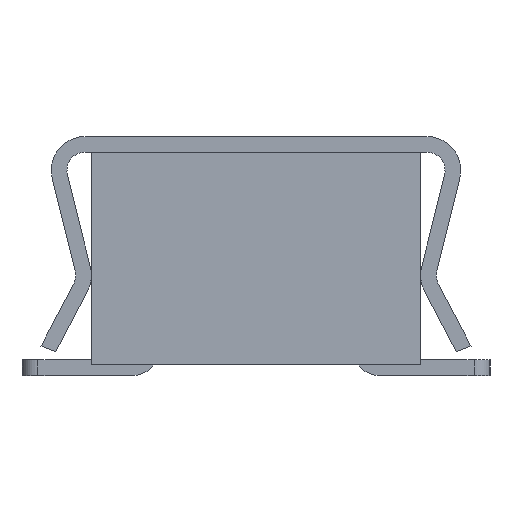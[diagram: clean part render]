
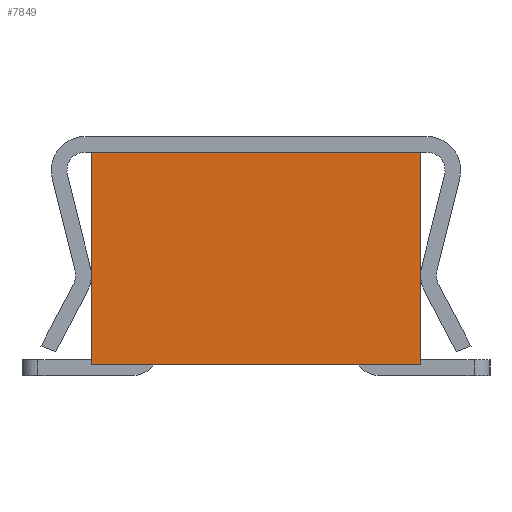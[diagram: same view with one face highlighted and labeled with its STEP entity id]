
A CAD part, left-side view. The second image highlights one B-rep face of the part: STEP entity #7849.
In plain terms, the highlighted planar face has unit normal (-1, 0, 0).
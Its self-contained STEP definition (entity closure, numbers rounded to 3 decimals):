
#790=ORIENTED_EDGE('',*,*,#2668,.T.);
#791=ORIENTED_EDGE('',*,*,#2822,.T.);
#792=ORIENTED_EDGE('',*,*,#2875,.T.);
#793=ORIENTED_EDGE('',*,*,#2955,.T.);
#2668=EDGE_CURVE('',#3823,#3822,#4554,.T.);
#2822=EDGE_CURVE('',#3822,#3976,#4708,.T.);
#2875=EDGE_CURVE('',#3976,#4028,#4761,.T.);
#2955=EDGE_CURVE('',#4028,#3823,#4841,.T.);
#3822=VERTEX_POINT('',#11060);
#3823=VERTEX_POINT('',#11062);
#3976=VERTEX_POINT('',#11370);
#4028=VERTEX_POINT('',#11475);
#4554=LINE('',#11061,#5630);
#4708=LINE('',#11369,#5784);
#4761=LINE('',#11476,#5837);
#4841=LINE('',#11610,#5917);
#5630=VECTOR('',#8916,1000.);
#5784=VECTOR('',#9072,1000.);
#5837=VECTOR('',#9127,1000.);
#5917=VECTOR('',#9209,1000.);
#6653=EDGE_LOOP('',(#790,#791,#792,#793));
#7081=FACE_BOUND('',#6653,.T.);
#7483=PLANE('',#8289);
#7849=ADVANCED_FACE('',(#7081),#7483,.T.);
#8289=AXIS2_PLACEMENT_3D('',#11748,#9294,#9295);
#8916=DIRECTION('',(0.,0.,1.));
#9072=DIRECTION('',(0.,1.,0.));
#9127=DIRECTION('',(0.,0.,-1.));
#9209=DIRECTION('',(0.,-1.,0.));
#9294=DIRECTION('',(-1.,0.,0.));
#9295=DIRECTION('',(0.,0.,1.));
#11060=CARTESIAN_POINT('',(-8.455,-1.55,1.));
#11061=CARTESIAN_POINT('',(-8.455,-1.55,-1.));
#11062=CARTESIAN_POINT('',(-8.455,-1.55,-1.));
#11369=CARTESIAN_POINT('',(-8.455,-1.55,1.));
#11370=CARTESIAN_POINT('',(-8.455,1.55,1.));
#11475=CARTESIAN_POINT('',(-8.455,1.55,-1.));
#11476=CARTESIAN_POINT('',(-8.455,1.55,1.));
#11610=CARTESIAN_POINT('',(-8.455,1.55,-1.));
#11748=CARTESIAN_POINT('',(-8.455,0.,0.));
